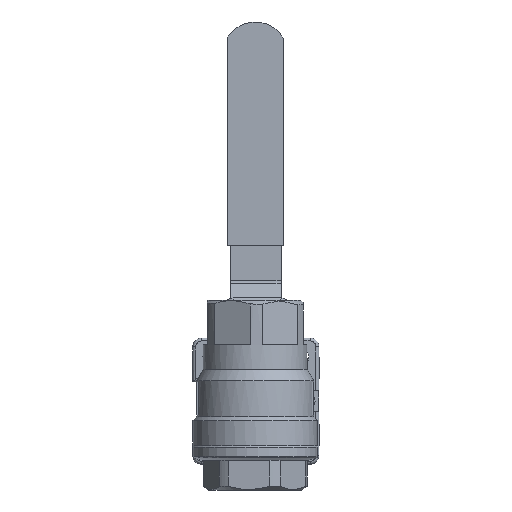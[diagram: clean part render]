
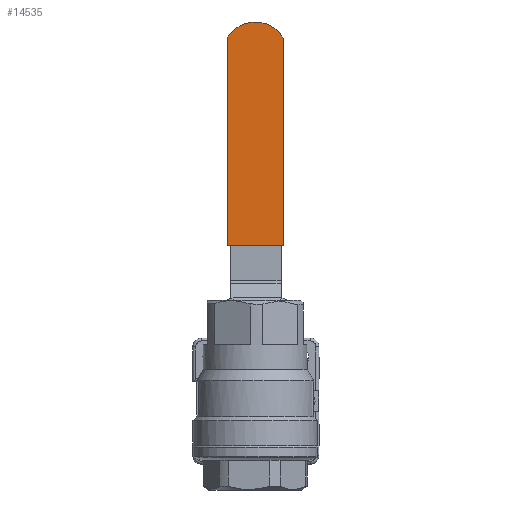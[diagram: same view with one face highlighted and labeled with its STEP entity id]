
A CAD part, front view. The second image highlights one B-rep face of the part: STEP entity #14535.
In plain terms, the highlighted face is planar.
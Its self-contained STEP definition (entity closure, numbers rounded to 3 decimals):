
#622=CIRCLE('',#15600,11.);
#1880=LINE('',#37362,#3146);
#1881=LINE('',#37365,#3147);
#1882=LINE('',#37369,#3148);
#3146=VECTOR('',#18734,1000.);
#3147=VECTOR('',#18735,1000.);
#3148=VECTOR('',#18738,1000.);
#7323=ORIENTED_EDGE('',*,*,#9524,.F.);
#7324=ORIENTED_EDGE('',*,*,#9525,.F.);
#7325=ORIENTED_EDGE('',*,*,#9526,.F.);
#7326=ORIENTED_EDGE('',*,*,#9527,.F.);
#9524=EDGE_CURVE('',#10943,#10944,#1880,.T.);
#9525=EDGE_CURVE('',#10945,#10943,#1881,.T.);
#9526=EDGE_CURVE('',#10946,#10945,#622,.T.);
#9527=EDGE_CURVE('',#10944,#10946,#1882,.T.);
#10943=VERTEX_POINT('',#37363);
#10944=VERTEX_POINT('',#37364);
#10945=VERTEX_POINT('',#37366);
#10946=VERTEX_POINT('',#37368);
#12301=EDGE_LOOP('',(#7323,#7324,#7325,#7326));
#13250=FACE_BOUND('',#12301,.T.);
#13739=PLANE('',#15599);
#14535=ADVANCED_FACE('',(#13250),#13739,.T.);
#15599=AXIS2_PLACEMENT_3D('',#37361,#18732,#18733);
#15600=AXIS2_PLACEMENT_3D('',#37367,#18736,#18737);
#18732=DIRECTION('',(0.,0.,-1.));
#18733=DIRECTION('',(-1.,0.,0.));
#18734=DIRECTION('',(0.,-1.,0.));
#18735=DIRECTION('',(-1.,0.,0.));
#18736=DIRECTION('',(0.,0.,1.));
#18737=DIRECTION('',(-1.,0.,0.));
#18738=DIRECTION('',(1.,0.,0.));
#37361=CARTESIAN_POINT('',(64.02,-19.527,0.));
#37362=CARTESIAN_POINT('',(-0.434,-10.027,0.));
#37363=CARTESIAN_POINT('',(-0.434,-10.027,0.));
#37364=CARTESIAN_POINT('',(-0.434,-29.027,0.));
#37365=CARTESIAN_POINT('',(-0.434,-10.027,0.));
#37366=CARTESIAN_POINT('',(69.566,-10.027,0.));
#37367=CARTESIAN_POINT('',(64.02,-19.527,0.));
#37368=CARTESIAN_POINT('',(69.566,-29.027,0.));
#37369=CARTESIAN_POINT('',(-0.434,-29.027,0.));
